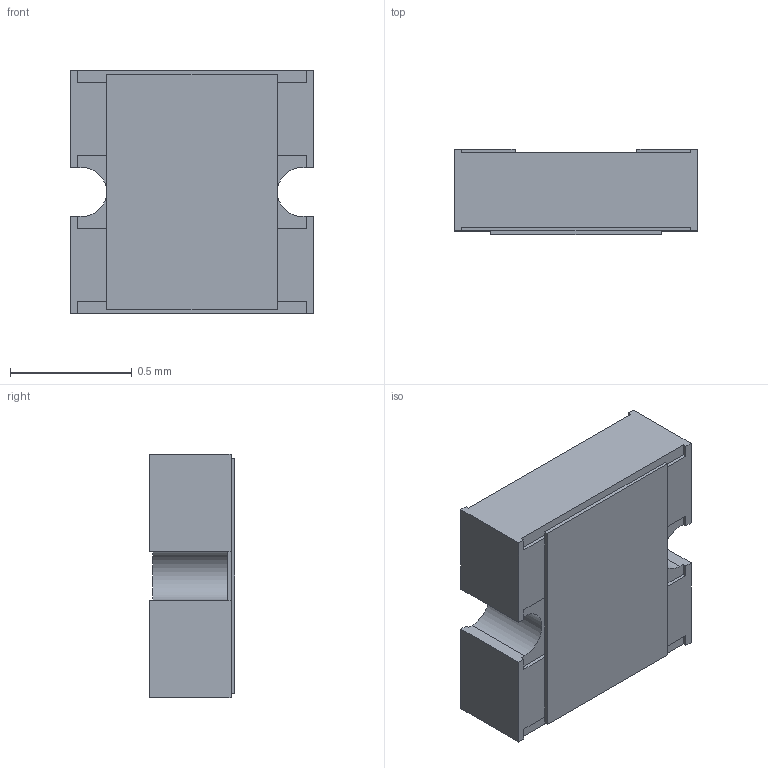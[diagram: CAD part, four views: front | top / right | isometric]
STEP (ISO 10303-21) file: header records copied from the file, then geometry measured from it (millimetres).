
FILE_DESCRIPTION((''),'2;1');
FILE_NAME('CAY_10-J2','2012-08-16T',('ryans'),('Bourns, Inc.'),'PRO/ENGINEER BY PARAMETRIC TECHNOLOGY CORPORATION, 2010100','PRO/ENGINEER BY PARAMETRIC TECHNOLOGY CORPORATION, 2010100','');
FILE_SCHEMA(('CONFIG_CONTROL_DESIGN'));
Length unit declared in the file: millimetre
Products named in the file (1): CAY_10-J2
Bounding box: 1 x 0.35 x 1 mm (x, y, z)
Volume: 0.3 mm3; surface area: 3.7 mm2
Topology: 1 solids, 1 shells, 70 faces, 196 edges, 128 vertices
Faces by surface type: plane 68, cylinder 2
Entity records: 2238 total; most frequent: CARTESIAN_POINT 394, ORIENTED_EDGE 392, DIRECTION 340, EDGE_CURVE 196, VECTOR 192, LINE 192, VERTEX_POINT 128, AXIS2_PLACEMENT_3D 74
